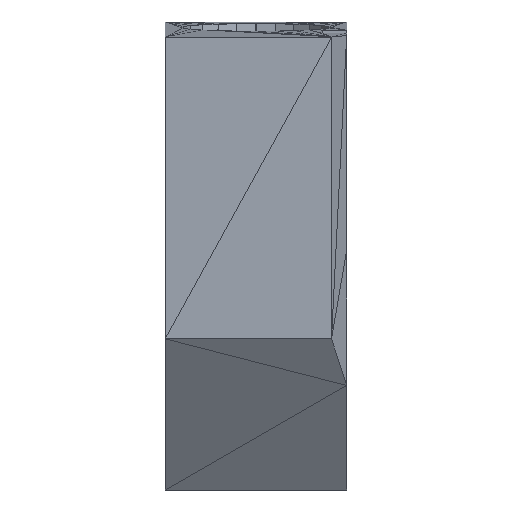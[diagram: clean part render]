
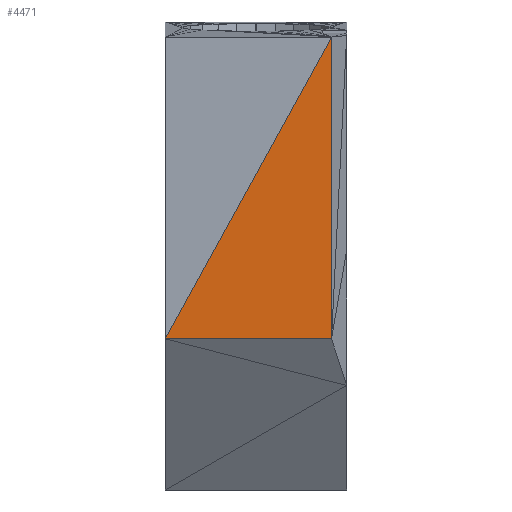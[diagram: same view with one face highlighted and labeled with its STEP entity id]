
A CAD part, front view. The second image highlights one B-rep face of the part: STEP entity #4471.
In plain terms, the highlighted planar face has unit normal (0, -0.999, -0.05).
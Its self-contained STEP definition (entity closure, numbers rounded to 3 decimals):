
#227=FACE_OUTER_BOUND('',#613,.T.);
#613=EDGE_LOOP('',(#3351,#3352,#3353));
#793=LINE('',#6413,#1372);
#1162=LINE('',#7144,#1741);
#1163=LINE('',#7146,#1742);
#1372=VECTOR('',#5059,10.);
#1741=VECTOR('',#5846,10.);
#1742=VECTOR('',#5849,10.);
#1945=VERTEX_POINT('',#6400);
#1949=VERTEX_POINT('',#6411);
#1985=VERTEX_POINT('',#6542);
#2142=EDGE_CURVE('',#1949,#1945,#793,.T.);
#2511=EDGE_CURVE('',#1985,#1949,#1162,.T.);
#2512=EDGE_CURVE('',#1985,#1945,#1163,.T.);
#3351=ORIENTED_EDGE('',*,*,#2511,.F.);
#3352=ORIENTED_EDGE('',*,*,#2512,.T.);
#3353=ORIENTED_EDGE('',*,*,#2142,.F.);
#4085=PLANE('',#4871);
#4471=ADVANCED_FACE('',(#227),#4085,.T.);
#4871=AXIS2_PLACEMENT_3D('',#7145,#5847,#5848);
#5059=DIRECTION('',(0.,0.05,-0.999));
#5846=DIRECTION('',(0.482,-0.044,0.875));
#5847=DIRECTION('center_axis',(0.,-0.999,-0.05));
#5848=DIRECTION('ref_axis',(0.,0.05,-0.999));
#5849=DIRECTION('',(1.,0.,0.));
#6400=CARTESIAN_POINT('',(119.,357.303,54.806));
#6411=CARTESIAN_POINT('',(119.,356.305,74.782));
#6413=CARTESIAN_POINT('',(119.,356.305,74.782));
#6542=CARTESIAN_POINT('',(108.,357.303,54.806));
#7144=CARTESIAN_POINT('',(108.,357.303,54.806));
#7145=CARTESIAN_POINT('Origin',(119.,357.303,54.806));
#7146=CARTESIAN_POINT('',(108.,357.303,54.806));
